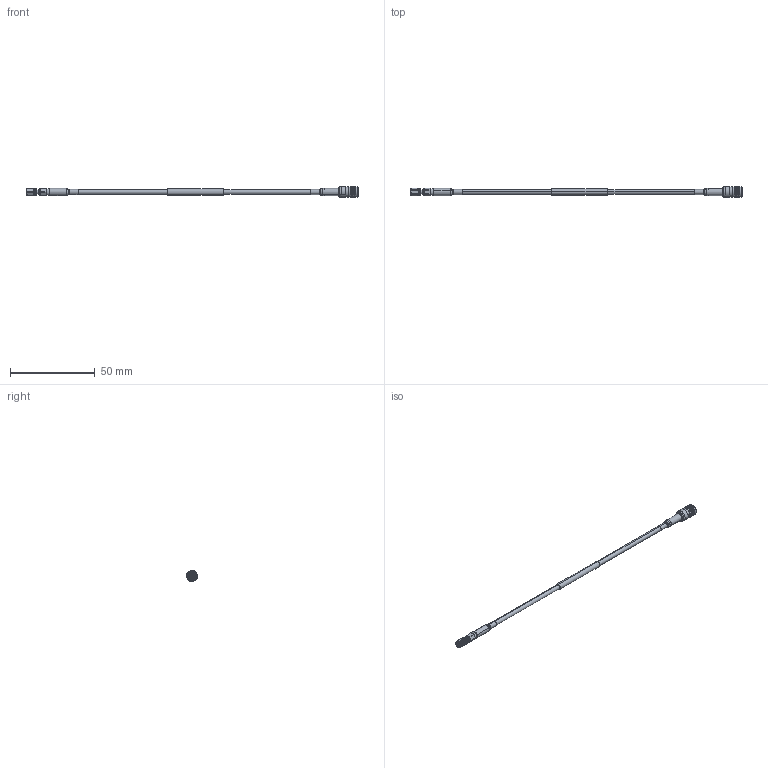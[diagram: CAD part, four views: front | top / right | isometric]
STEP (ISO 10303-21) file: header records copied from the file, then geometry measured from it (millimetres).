
FILE_DESCRIPTION (( 'STEP AP214' ), '1' );
FILE_NAME ('FMC00917_3D.step', '2023-02-23T03:18:15', ( '' ), ( '' ), 'SwSTEP 2.0', 'SolidWorks 2022', '' );
FILE_SCHEMA (( 'AUTOMOTIVE_DESIGN' ));
Length unit declared in the file: inch
Products named in the file (5): SC8841; LMR-100A-UF^FMC00917; heat shrink^FMC00917_shrunk; FMC00917_3D; PE45209 ¦ SC8860
Assembly tree (5 placements, depth 2):
  FMC00917_3D
    LMR-100A-UF^FMC00917
    PE45209 ¦ SC8860
    heat shrink^FMC00917_shrunk  x2
    SC8841
Bounding box: 196.37 x 6.49 x 6.49 mm (x, y, z)
Volume: 1676.7 mm3; surface area: 4280.5 mm2
Topology: 9 solids, 9 shells, 316 faces, 735 edges, 455 vertices
Faces by surface type: cylinder 128, plane 86, cone 50, torus 34, bspline 18
Entity records: 12540 total; most frequent: CARTESIAN_POINT 5407, DIRECTION 1447, ORIENTED_EDGE 1382, EDGE_CURVE 691, AXIS2_PLACEMENT_3D 605, VERTEX_POINT 431, EDGE_LOOP 324, CIRCLE 321
